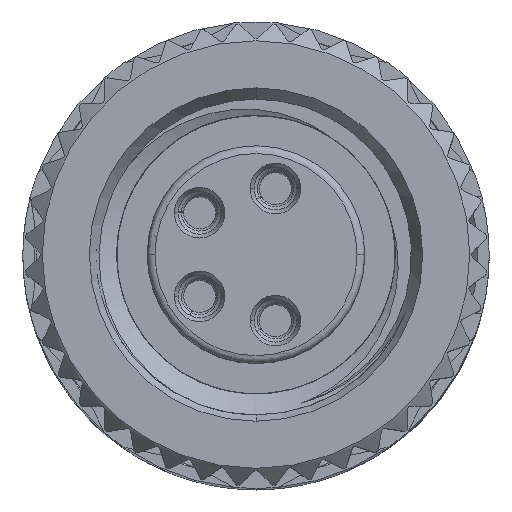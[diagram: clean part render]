
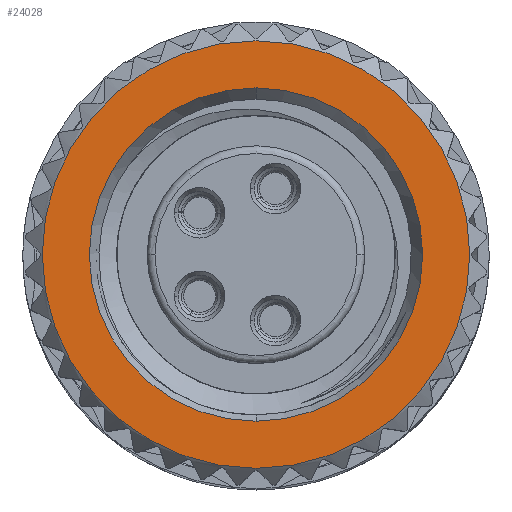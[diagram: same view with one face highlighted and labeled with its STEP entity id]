
A CAD part, top view. The second image highlights one B-rep face of the part: STEP entity #24028.
In plain terms, the highlighted planar face has unit normal (0, 0, 1).
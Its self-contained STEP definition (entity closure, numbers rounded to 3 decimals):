
#9384=CARTESIAN_POINT('',(0.,0.,7.));
#9385=DIRECTION('',(0.,0.,-1.));
#9386=DIRECTION('',(-1.,0.,0.));
#9387=AXIS2_PLACEMENT_3D('',#9384,#9385,#9386);
#9389=CARTESIAN_POINT('',(0.,0.,7.));
#9390=DIRECTION('',(0.,0.,-1.));
#9391=DIRECTION('',(0.,1.,0.));
#9392=AXIS2_PLACEMENT_3D('',#9389,#9390,#9391);
#9394=CARTESIAN_POINT('',(0.,0.,7.));
#9395=DIRECTION('',(0.,0.,-1.));
#9396=DIRECTION('',(1.,0.,0.));
#9397=AXIS2_PLACEMENT_3D('',#9394,#9395,#9396);
#9399=CARTESIAN_POINT('',(0.,0.,7.));
#9400=DIRECTION('',(0.,0.,-1.));
#9401=DIRECTION('',(0.,-1.,0.));
#9402=AXIS2_PLACEMENT_3D('',#9399,#9400,#9401);
#9404=CARTESIAN_POINT('',(0.,0.,7.));
#9405=DIRECTION('',(0.,0.,1.));
#9406=DIRECTION('',(0.,1.,0.));
#9407=AXIS2_PLACEMENT_3D('',#9404,#9405,#9406);
#9409=CARTESIAN_POINT('',(0.,0.,7.));
#9410=DIRECTION('',(0.,0.,1.));
#9411=DIRECTION('',(0.,-1.,0.));
#9412=AXIS2_PLACEMENT_3D('',#9409,#9410,#9411);
#12795=CARTESIAN_POINT('',(-5.5,0.,7.));
#12796=VERTEX_POINT('',#12795);
#12797=CARTESIAN_POINT('',(0.,-5.5,7.));
#12798=VERTEX_POINT('',#12797);
#12799=CARTESIAN_POINT('',(5.5,0.,7.));
#12800=VERTEX_POINT('',#12799);
#12849=CARTESIAN_POINT('',(0.,5.5,7.));
#12850=VERTEX_POINT('',#12849);
#12851=CARTESIAN_POINT('',(0.,4.289,7.));
#12852=CARTESIAN_POINT('',(0.,-4.289,7.));
#12853=VERTEX_POINT('',#12851);
#12854=VERTEX_POINT('',#12852);
#24011=CARTESIAN_POINT('',(0.,0.,7.));
#24012=DIRECTION('',(0.,0.,1.));
#24013=DIRECTION('',(1.,0.,0.));
#24014=AXIS2_PLACEMENT_3D('',#24011,#24012,#24013);
#24015=PLANE('',#24014);
#24016=ORIENTED_EDGE('',*,*,#23995,.T.);
#24017=ORIENTED_EDGE('',*,*,#23993,.T.);
#24018=ORIENTED_EDGE('',*,*,#22987,.T.);
#24019=ORIENTED_EDGE('',*,*,#22985,.T.);
#24020=EDGE_LOOP('',(#24016,#24017,#24018,#24019));
#24021=FACE_OUTER_BOUND('',#24020,.F.);
#24023=ORIENTED_EDGE('',*,*,#24022,.T.);
#24025=ORIENTED_EDGE('',*,*,#24024,.T.);
#24026=EDGE_LOOP('',(#24023,#24025));
#24027=FACE_BOUND('',#24026,.F.);
#24028=ADVANCED_FACE('',(#24021,#24027),#24015,.T.);
#9388=CIRCLE('',#9387,5.5);
#9393=CIRCLE('',#9392,5.5);
#9398=CIRCLE('',#9397,5.5);
#9403=CIRCLE('',#9402,5.5);
#9408=CIRCLE('',#9407,4.289);
#9413=CIRCLE('',#9412,4.289);
#22985=EDGE_CURVE('',#12798,#12796,#9403,.T.);
#22987=EDGE_CURVE('',#12800,#12798,#9398,.T.);
#23993=EDGE_CURVE('',#12850,#12800,#9393,.T.);
#23995=EDGE_CURVE('',#12796,#12850,#9388,.T.);
#24022=EDGE_CURVE('',#12853,#12854,#9408,.T.);
#24024=EDGE_CURVE('',#12854,#12853,#9413,.T.);
